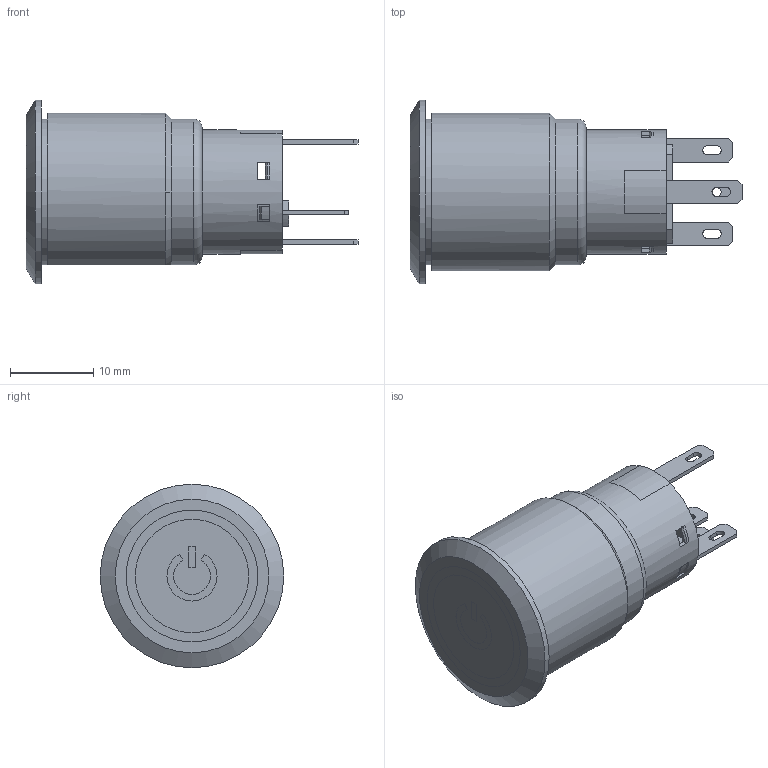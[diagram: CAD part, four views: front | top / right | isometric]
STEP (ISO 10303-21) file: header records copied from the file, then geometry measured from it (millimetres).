
FILE_DESCRIPTION(/* description */ (''),/* implementation_level */ '2;1');
FILE_NAME(/* name */ 'PV4F230xx-3xx-M01.stp',/* time_stamp */ '2022-01-06T15:43:56-06:00',/* author */ ('mwilliams'),/* organization */ (''),/* preprocessor_version */ 'ST-DEVELOPER v18',/* originating_system */ 'Autodesk Inventor 2020',/* authorisation */ '');
FILE_SCHEMA (('AUTOMOTIVE_DESIGN { 1 0 10303 214 3 1 1 }'));
Length unit declared in the file: inch
Products named in the file (1): PV4F230SS341M01_Shrinkwrap_1
Bounding box: 39.8 x 22 x 22 mm (x, y, z)
Volume: 9883.6 mm3; surface area: 5868.6 mm2
Topology: 12 solids, 12 shells, 288 faces, 753 edges, 502 vertices
Faces by surface type: plane 208, cylinder 44, bspline 27, cone 7, torus 2
Full cylindrical faces by diameter (mm): 12.8 x1, 13.6 x2, 14.9 x1, 15 x1, 15.8 x2, 17.5 x2, 22 x1
Entity records: 9337 total; most frequent: CARTESIAN_POINT 1909, ORIENTED_EDGE 1498, DIRECTION 1353, EDGE_CURVE 749, LINE 541, VECTOR 541, VERTEX_POINT 500, AXIS2_PLACEMENT_3D 406
